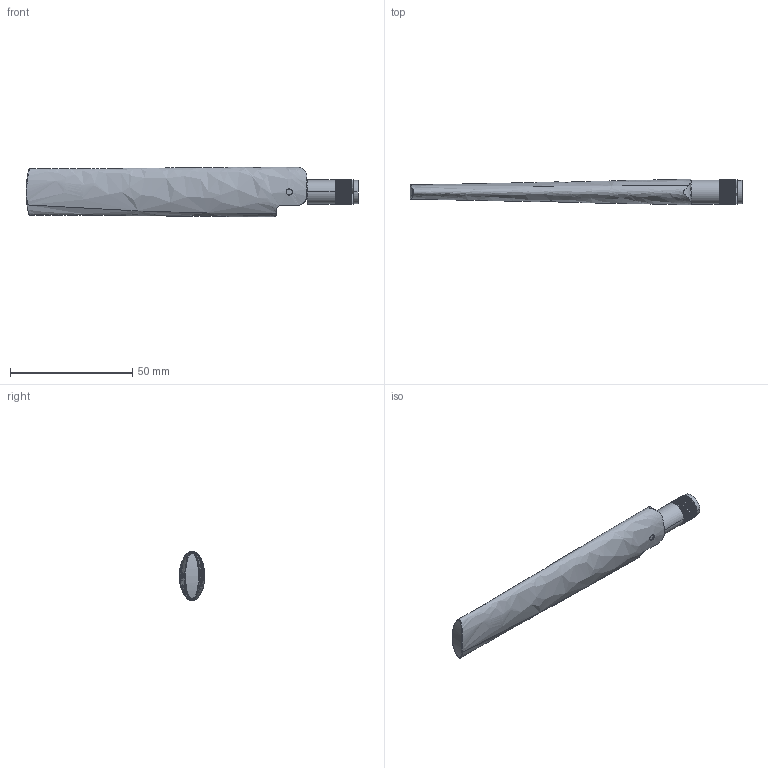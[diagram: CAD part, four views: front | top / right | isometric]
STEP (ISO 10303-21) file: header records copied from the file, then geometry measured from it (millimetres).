
FILE_DESCRIPTION (( 'STEP AP214' ), '1' );
FILE_NAME ('HG72702RD-SMOW_3D.STEP', '2020-01-17T14:23:24', ( '' ), ( '' ), 'SwSTEP 2.0', 'SolidWorks 2018', '' );
FILE_SCHEMA (( 'AUTOMOTIVE_DESIGN' ));
Length unit declared in the file: inch
Products named in the file (3): HG72702RD-SMOW_3D; HG72702RD-SMOW_AntennaBody; HG72702RD-SMOW_SMA-Plug
Assembly tree (2 placements, depth 2):
  HG72702RD-SMOW_3D
    HG72702RD-SMOW_AntennaBody
    HG72702RD-SMOW_SMA-Plug
Bounding box: 135.66 x 10.43 x 20.17 mm (x, y, z)
Volume: 14528.4 mm3; surface area: 7378.9 mm2
Topology: 2 solids, 2 shells, 274 faces, 738 edges, 483 vertices
Faces by surface type: plane 197, cylinder 39, cone 28, bspline 6, torus 2, sphere 2
Entity records: 9824 total; most frequent: CARTESIAN_POINT 2846, ORIENTED_EDGE 1476, DIRECTION 1334, EDGE_CURVE 738, LINE 592, VECTOR 592, VERTEX_POINT 483, AXIS2_PLACEMENT_3D 371
